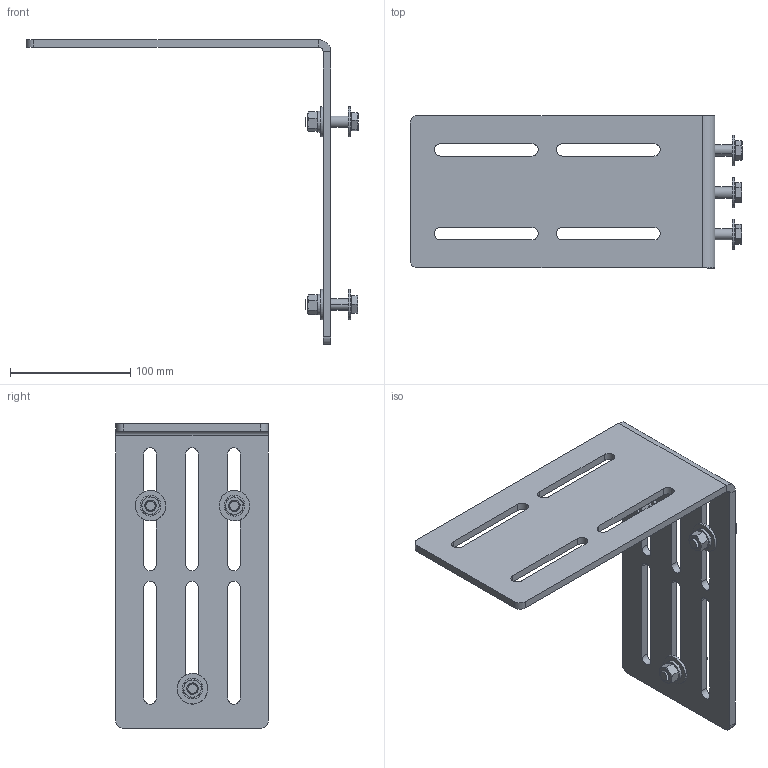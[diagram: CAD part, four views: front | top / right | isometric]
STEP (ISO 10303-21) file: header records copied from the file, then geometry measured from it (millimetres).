
FILE_DESCRIPTION(/* description */ ('Model TA-30 bracket kit. 6/9/2020'),/* implementation_level */ '2;1');
FILE_NAME(/* name */ 'TA-30.stp',/* time_stamp */ '2020-06-09T12:00:43-04:00',/* author */ ('GL'),/* organization */ ('Conveyor Components Company, Division of Material Control, Inc.'),/* preprocessor_version */ 'ST-DEVELOPER v18',/* originating_system */ 'Autodesk Inventor 2020',/* authorisation */ 'GL');
FILE_SCHEMA (('AUTOMOTIVE_DESIGN { 1 0 10303 214 3 1 1 }'));
Length unit declared in the file: inch
Products named in the file (1): TA-30
Bounding box: 276.59 x 127 x 253.99 mm (x, y, z)
Volume: 360478 mm3; surface area: 139274 mm2
Topology: 1 solids, 1 shells, 237 faces, 596 edges, 366 vertices
Faces by surface type: plane 122, cone 57, cylinder 55, torus 3
Full cylindrical faces by diameter (mm): 9.525 x4, 11.125 x6, 12.859 x3, 25.4 x6
Entity records: 7318 total; most frequent: CARTESIAN_POINT 1417, ORIENTED_EDGE 1194, DIRECTION 1194, EDGE_CURVE 597, AXIS2_PLACEMENT_3D 467, VERTEX_POINT 366, EDGE_LOOP 279, LINE 260
